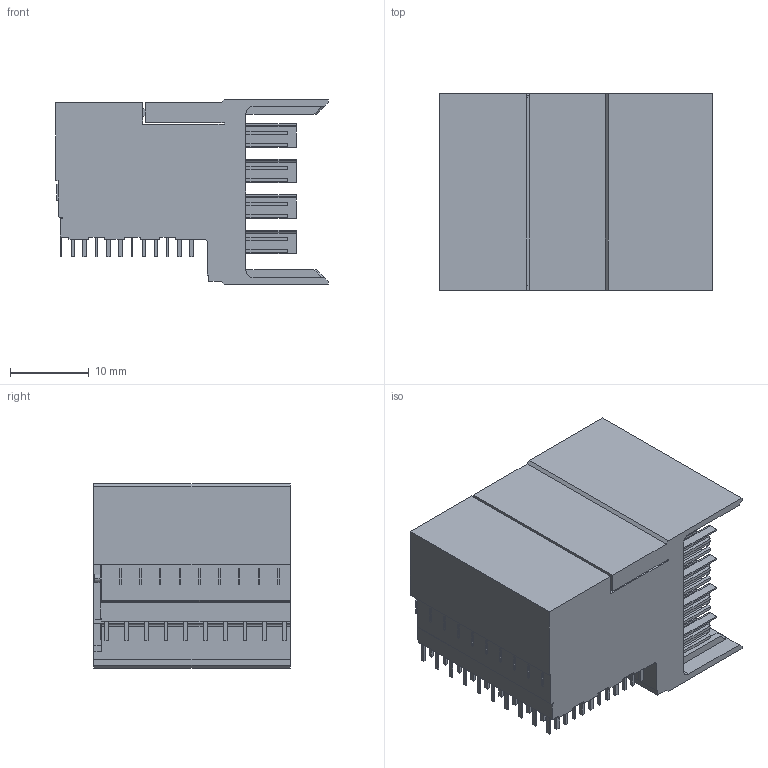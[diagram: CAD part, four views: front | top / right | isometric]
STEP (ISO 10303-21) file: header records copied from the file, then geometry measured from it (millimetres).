
FILE_DESCRIPTION((''),'2;1');
FILE_NAME('TYCO_6469048-1.stp','2013-08-28T09:37:47',(''),(''),'Mechanical Desktop 2011','Mechanical Desktop 2011',', , ');
FILE_SCHEMA(('AUTOMOTIVE_DESIGN { 1 2 10303 214 1 1 1 1 }'));
Length unit declared in the file: millimetre
Products named in the file (1): Product
Bounding box: 34.55 x 24.9 x 23.35 mm (x, y, z)
Volume: 11485 mm3; surface area: 8790.5 mm2
Topology: 241 solids, 241 shells, 1926 faces, 4274 edges, 2846 vertices
Faces by surface type: plane 1578, bspline 240, cylinder 102, cone 6
Entity records: 52051 total; most frequent: CARTESIAN_POINT 9767, ORIENTED_EDGE 8548, DIRECTION 7858, EDGE_CURVE 4274, VECTOR 4064, LINE 4064, VERTEX_POINT 2846, EDGE_LOOP 1944
